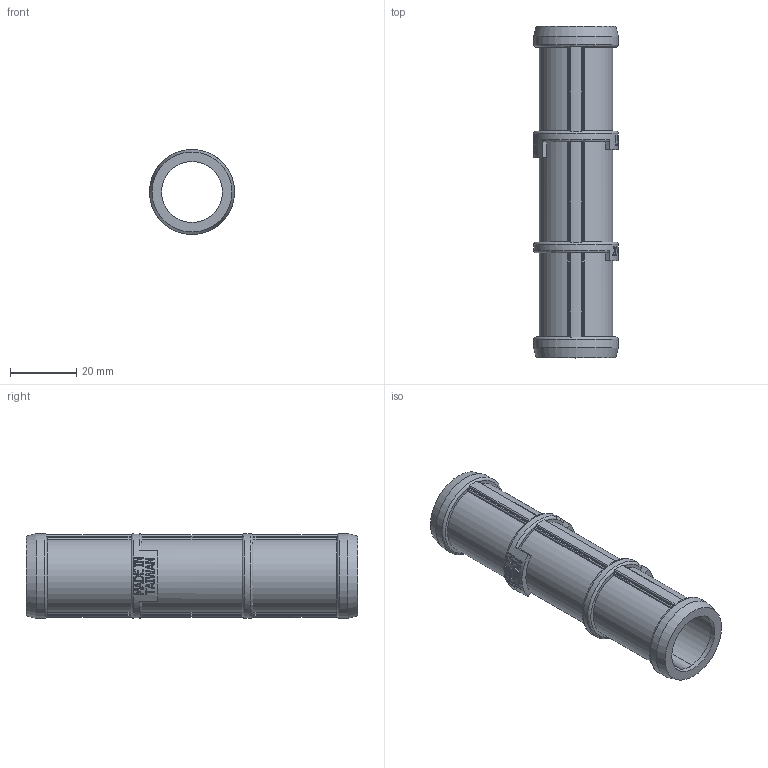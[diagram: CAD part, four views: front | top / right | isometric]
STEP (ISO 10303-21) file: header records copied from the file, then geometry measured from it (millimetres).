
FILE_DESCRIPTION(/* description */ ('3/4" LS SCREEN - 20 MESH'),/* implementation_level */ '2;1');
FILE_NAME(/* name */ 'LS720.stp',/* time_stamp */ '2020-04-30T10:01:45-04:00',/* author */ ('MEG'),/* organization */ (''),/* preprocessor_version */ 'ST-DEVELOPER v17.2',/* originating_system */ 'Autodesk Inventor 2019',/* authorisation */ '');
FILE_SCHEMA (('AUTOMOTIVE_DESIGN { 1 0 10303 214 3 1 1 }'));
Products named in the file (1): LS720
Bounding box: 25.65 x 100.33 x 25.65 mm (x, y, z)
Volume: 8336.1 mm3; surface area: 15509.7 mm2
Topology: 1 solids, 1 shells, 440 faces, 1239 edges, 828 vertices
Faces by surface type: plane 215, bspline 128, cylinder 88, torus 7, cone 2
Full cylindrical faces by diameter (mm): 18.415 x1, 22.225 x1, 25.654 x4
Entity records: 37551 total; most frequent: CARTESIAN_POINT 26893, ORIENTED_EDGE 2478, DIRECTION 1807, EDGE_CURVE 1239, VERTEX_POINT 828, AXIS2_PLACEMENT_3D 630, LINE 547, VECTOR 547
